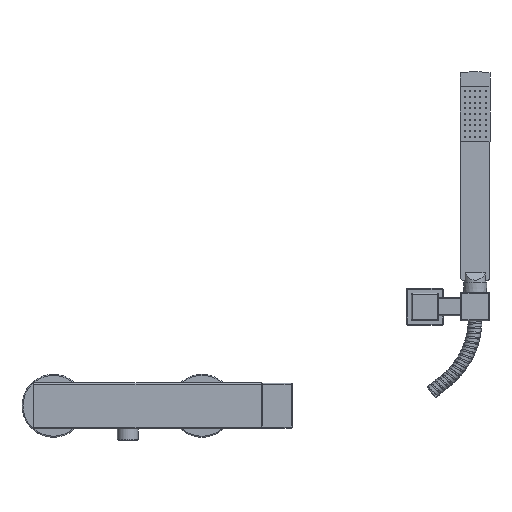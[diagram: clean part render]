
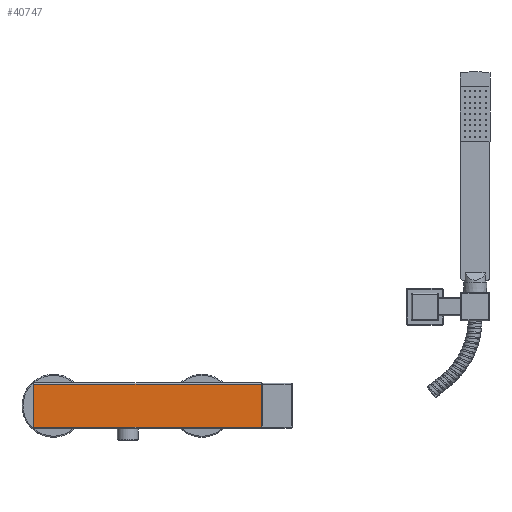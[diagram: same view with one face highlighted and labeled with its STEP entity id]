
A CAD part, top view. The second image highlights one B-rep face of the part: STEP entity #40747.
In plain terms, the highlighted planar face has unit normal (0, 0, 1).
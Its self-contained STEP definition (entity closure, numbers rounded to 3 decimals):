
#9559=DIRECTION('',(0.,-1.,0.));
#9560=VECTOR('',#9559,43.5);
#9561=CARTESIAN_POINT('',(-95.,21.75,23.25));
#9562=LINE('',#9561,#9560);
#9563=DIRECTION('',(-1.,0.,0.));
#9564=VECTOR('',#9563,230.);
#9565=CARTESIAN_POINT('',(135.,21.75,23.25));
#9566=LINE('',#9565,#9564);
#9567=DIRECTION('',(0.,-1.,0.));
#9568=VECTOR('',#9567,43.5);
#9569=CARTESIAN_POINT('',(135.,21.75,23.25));
#9570=LINE('',#9569,#9568);
#9571=DIRECTION('',(-1.,0.,0.));
#9572=VECTOR('',#9571,230.);
#9573=CARTESIAN_POINT('',(135.,-21.75,23.25));
#9574=LINE('',#9573,#9572);
#22625=CARTESIAN_POINT('',(135.,21.75,23.25));
#22626=CARTESIAN_POINT('',(135.,-21.75,23.25));
#22627=VERTEX_POINT('',#22625);
#22628=VERTEX_POINT('',#22626);
#22641=CARTESIAN_POINT('',(-95.,21.75,23.25));
#22642=CARTESIAN_POINT('',(-95.,-21.75,23.25));
#22643=VERTEX_POINT('',#22641);
#22644=VERTEX_POINT('',#22642);
#40733=CARTESIAN_POINT('',(-96.5,23.25,23.25));
#40734=DIRECTION('',(0.,0.,1.));
#40735=DIRECTION('',(0.,-1.,0.));
#40736=AXIS2_PLACEMENT_3D('',#40733,#40734,#40735);
#40737=PLANE('',#40736);
#40738=ORIENTED_EDGE('',*,*,#40709,.F.);
#40740=ORIENTED_EDGE('',*,*,#40739,.F.);
#40742=ORIENTED_EDGE('',*,*,#40741,.T.);
#40744=ORIENTED_EDGE('',*,*,#40743,.T.);
#40745=EDGE_LOOP('',(#40738,#40740,#40742,#40744));
#40746=FACE_OUTER_BOUND('',#40745,.F.);
#40747=ADVANCED_FACE('',(#40746),#40737,.T.);
#40709=EDGE_CURVE('',#22643,#22644,#9562,.T.);
#40739=EDGE_CURVE('',#22627,#22643,#9566,.T.);
#40741=EDGE_CURVE('',#22627,#22628,#9570,.T.);
#40743=EDGE_CURVE('',#22628,#22644,#9574,.T.);
